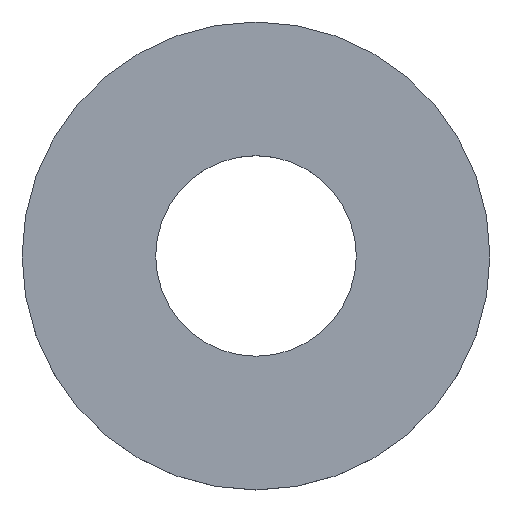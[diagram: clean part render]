
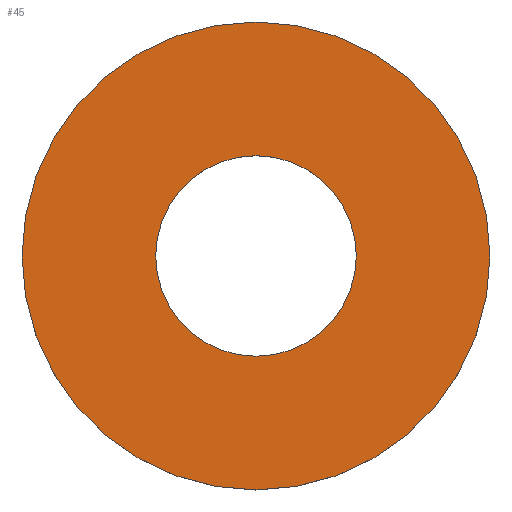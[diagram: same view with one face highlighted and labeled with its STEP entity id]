
A CAD part, top view. The second image highlights one B-rep face of the part: STEP entity #45.
In plain terms, the highlighted planar face has unit normal (0, 0, 1).
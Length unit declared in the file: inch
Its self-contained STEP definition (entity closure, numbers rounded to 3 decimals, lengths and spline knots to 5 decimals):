
#4 = VERTEX_POINT ( 'NONE', #6 ) ;
#6 = CARTESIAN_POINT ( 'NONE',  ( -0.09375, 0., 0. ) ) ;
#12 = AXIS2_PLACEMENT_3D ( 'NONE', #125, #238, #220 ) ;
#18 = AXIS2_PLACEMENT_3D ( 'NONE', #143, #44, #160 ) ;
#21 = VERTEX_POINT ( 'NONE', #165 ) ;
#24 = AXIS2_PLACEMENT_3D ( 'NONE', #194, #71, #177 ) ;
#26 = CIRCLE ( 'NONE', #12, 0.09375 ) ;
#30 = AXIS2_PLACEMENT_3D ( 'NONE', #126, #162, #181 ) ;
#32 = VERTEX_POINT ( 'NONE', #129 ) ;
#33 = EDGE_CURVE ( 'NONE', #21, #242, #179, .T. ) ;
#38 = EDGE_CURVE ( 'NONE', #4, #32, #26, .T. ) ;
#42 = EDGE_CURVE ( 'NONE', #242, #21, #185, .T. ) ;
#44 = DIRECTION ( 'NONE',  ( 0., 0., 1. ) ) ;
#45 = ADVANCED_FACE ( 'NONE', ( #144, #131 ), #225, .T. ) ;
#52 = CARTESIAN_POINT ( 'NONE',  ( 0., 0., 0. ) ) ;
#58 = ORIENTED_EDGE ( 'NONE', *, *, #149, .F. ) ;
#61 = ORIENTED_EDGE ( 'NONE', *, *, #38, .F. ) ;
#62 = EDGE_LOOP ( 'NONE', ( #58, #61 ) ) ;
#71 = DIRECTION ( 'NONE',  ( 0., 0., 1. ) ) ;
#109 = ORIENTED_EDGE ( 'NONE', *, *, #42, .T. ) ;
#117 = EDGE_LOOP ( 'NONE', ( #109, #201 ) ) ;
#125 = CARTESIAN_POINT ( 'NONE',  ( 0., 0., 0. ) ) ;
#126 = CARTESIAN_POINT ( 'NONE',  ( 0., 0., 0. ) ) ;
#127 = CIRCLE ( 'NONE', #211, 0.09375 ) ;
#129 = CARTESIAN_POINT ( 'NONE',  ( 0.09375, 0., 0. ) ) ;
#131 = FACE_OUTER_BOUND ( 'NONE', #117, .T. ) ;
#143 = CARTESIAN_POINT ( 'NONE',  ( 0., 0., 0. ) ) ;
#144 = FACE_BOUND ( 'NONE', #62, .T. ) ;
#145 = DIRECTION ( 'NONE',  ( 0., 0., 1. ) ) ;
#149 = EDGE_CURVE ( 'NONE', #32, #4, #127, .T. ) ;
#160 = DIRECTION ( 'NONE',  ( 1., 0., 0. ) ) ;
#161 = DIRECTION ( 'NONE',  ( 1., 0., 0. ) ) ;
#162 = DIRECTION ( 'NONE',  ( 0., 0., 1. ) ) ;
#165 = CARTESIAN_POINT ( 'NONE',  ( -0.21875, 0., 0. ) ) ;
#177 = DIRECTION ( 'NONE',  ( 1., 0., 0. ) ) ;
#179 = CIRCLE ( 'NONE', #30, 0.21875 ) ;
#181 = DIRECTION ( 'NONE',  ( 1., 0., 0. ) ) ;
#185 = CIRCLE ( 'NONE', #24, 0.21875 ) ;
#194 = CARTESIAN_POINT ( 'NONE',  ( 0., 0., 0. ) ) ;
#201 = ORIENTED_EDGE ( 'NONE', *, *, #33, .T. ) ;
#211 = AXIS2_PLACEMENT_3D ( 'NONE', #52, #145, #161 ) ;
#220 = DIRECTION ( 'NONE',  ( 1., 0., 0. ) ) ;
#221 = CARTESIAN_POINT ( 'NONE',  ( 0.21875, 0., 0. ) ) ;
#225 = PLANE ( 'NONE',  #18 ) ;
#238 = DIRECTION ( 'NONE',  ( 0., 0., 1. ) ) ;
#242 = VERTEX_POINT ( 'NONE', #221 ) ;
